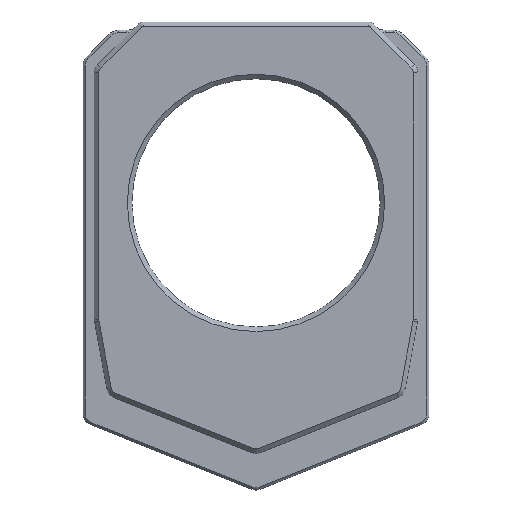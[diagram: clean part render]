
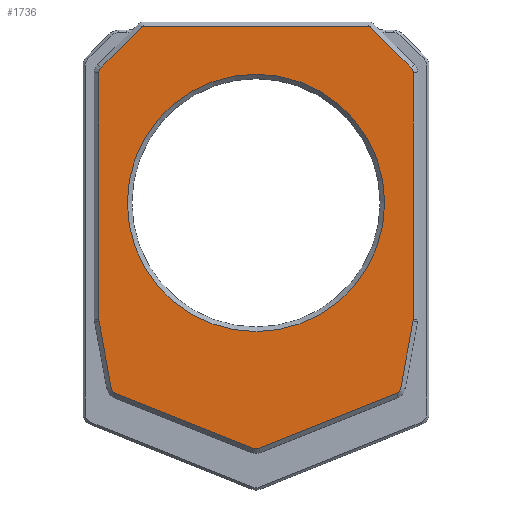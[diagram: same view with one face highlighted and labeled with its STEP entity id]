
A CAD part, front view. The second image highlights one B-rep face of the part: STEP entity #1736.
In plain terms, the highlighted planar face has unit normal (0, -1, 0).
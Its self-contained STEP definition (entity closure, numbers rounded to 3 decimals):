
#18=FACE_BOUND('',#342,.T.);
#72=CIRCLE('',#1874,11.381);
#75=CIRCLE('',#1878,0.6);
#76=CIRCLE('',#1879,0.6);
#77=CIRCLE('',#1880,0.2);
#78=CIRCLE('',#1881,0.2);
#79=CIRCLE('',#1882,0.6);
#80=CIRCLE('',#1883,0.6);
#81=CIRCLE('',#1884,0.6);
#82=CIRCLE('',#1885,0.6);
#83=CIRCLE('',#1886,0.6);
#143=PLANE('',#1877);
#229=FACE_OUTER_BOUND('',#341,.T.);
#341=EDGE_LOOP('',(#1450,#1451,#1452,#1453,#1454,#1455,#1456,#1457,#1458,
#1459,#1460,#1461,#1462,#1463,#1464,#1465,#1466,#1467));
#342=EDGE_LOOP('',(#1468));
#524=LINE('',#3185,#688);
#525=LINE('',#3189,#689);
#526=LINE('',#3193,#690);
#527=LINE('',#3197,#691);
#528=LINE('',#3201,#692);
#529=LINE('',#3205,#693);
#530=LINE('',#3209,#694);
#531=LINE('',#3213,#695);
#532=LINE('',#3217,#696);
#688=VECTOR('',#2210,10.);
#689=VECTOR('',#2213,10.);
#690=VECTOR('',#2216,10.);
#691=VECTOR('',#2219,10.);
#692=VECTOR('',#2222,10.);
#693=VECTOR('',#2225,10.);
#694=VECTOR('',#2228,10.);
#695=VECTOR('',#2231,10.);
#696=VECTOR('',#2234,10.);
#856=VERTEX_POINT('',#3175);
#859=VERTEX_POINT('',#3183);
#860=VERTEX_POINT('',#3184);
#861=VERTEX_POINT('',#3186);
#862=VERTEX_POINT('',#3188);
#863=VERTEX_POINT('',#3190);
#864=VERTEX_POINT('',#3192);
#865=VERTEX_POINT('',#3194);
#866=VERTEX_POINT('',#3196);
#867=VERTEX_POINT('',#3198);
#868=VERTEX_POINT('',#3200);
#869=VERTEX_POINT('',#3202);
#870=VERTEX_POINT('',#3204);
#871=VERTEX_POINT('',#3206);
#872=VERTEX_POINT('',#3208);
#873=VERTEX_POINT('',#3210);
#874=VERTEX_POINT('',#3212);
#875=VERTEX_POINT('',#3214);
#876=VERTEX_POINT('',#3216);
#1065=EDGE_CURVE('',#856,#856,#72,.T.);
#1069=EDGE_CURVE('',#859,#860,#524,.T.);
#1070=EDGE_CURVE('',#861,#859,#75,.T.);
#1071=EDGE_CURVE('',#862,#861,#525,.T.);
#1072=EDGE_CURVE('',#863,#862,#76,.T.);
#1073=EDGE_CURVE('',#864,#863,#526,.T.);
#1074=EDGE_CURVE('',#865,#864,#77,.T.);
#1075=EDGE_CURVE('',#866,#865,#527,.T.);
#1076=EDGE_CURVE('',#867,#866,#78,.T.);
#1077=EDGE_CURVE('',#868,#867,#528,.T.);
#1078=EDGE_CURVE('',#869,#868,#79,.T.);
#1079=EDGE_CURVE('',#870,#869,#529,.T.);
#1080=EDGE_CURVE('',#871,#870,#80,.T.);
#1081=EDGE_CURVE('',#872,#871,#530,.T.);
#1082=EDGE_CURVE('',#873,#872,#81,.T.);
#1083=EDGE_CURVE('',#874,#873,#531,.T.);
#1084=EDGE_CURVE('',#875,#874,#82,.T.);
#1085=EDGE_CURVE('',#876,#875,#532,.T.);
#1086=EDGE_CURVE('',#860,#876,#83,.T.);
#1450=ORIENTED_EDGE('',*,*,#1069,.F.);
#1451=ORIENTED_EDGE('',*,*,#1070,.F.);
#1452=ORIENTED_EDGE('',*,*,#1071,.F.);
#1453=ORIENTED_EDGE('',*,*,#1072,.F.);
#1454=ORIENTED_EDGE('',*,*,#1073,.F.);
#1455=ORIENTED_EDGE('',*,*,#1074,.F.);
#1456=ORIENTED_EDGE('',*,*,#1075,.F.);
#1457=ORIENTED_EDGE('',*,*,#1076,.F.);
#1458=ORIENTED_EDGE('',*,*,#1077,.F.);
#1459=ORIENTED_EDGE('',*,*,#1078,.F.);
#1460=ORIENTED_EDGE('',*,*,#1079,.F.);
#1461=ORIENTED_EDGE('',*,*,#1080,.F.);
#1462=ORIENTED_EDGE('',*,*,#1081,.F.);
#1463=ORIENTED_EDGE('',*,*,#1082,.F.);
#1464=ORIENTED_EDGE('',*,*,#1083,.F.);
#1465=ORIENTED_EDGE('',*,*,#1084,.F.);
#1466=ORIENTED_EDGE('',*,*,#1085,.F.);
#1467=ORIENTED_EDGE('',*,*,#1086,.F.);
#1468=ORIENTED_EDGE('',*,*,#1065,.F.);
#1736=ADVANCED_FACE('',(#229,#18),#143,.F.);
#1874=AXIS2_PLACEMENT_3D('',#3176,#2201,#2202);
#1877=AXIS2_PLACEMENT_3D('',#3182,#2208,#2209);
#1878=AXIS2_PLACEMENT_3D('',#3187,#2211,#2212);
#1879=AXIS2_PLACEMENT_3D('',#3191,#2214,#2215);
#1880=AXIS2_PLACEMENT_3D('',#3195,#2217,#2218);
#1881=AXIS2_PLACEMENT_3D('',#3199,#2220,#2221);
#1882=AXIS2_PLACEMENT_3D('',#3203,#2223,#2224);
#1883=AXIS2_PLACEMENT_3D('',#3207,#2226,#2227);
#1884=AXIS2_PLACEMENT_3D('',#3211,#2229,#2230);
#1885=AXIS2_PLACEMENT_3D('',#3215,#2232,#2233);
#1886=AXIS2_PLACEMENT_3D('',#3218,#2235,#2236);
#2201=DIRECTION('center_axis',(0.,-1.,0.));
#2202=DIRECTION('ref_axis',(-1.,0.,0.));
#2208=DIRECTION('center_axis',(0.,1.,0.));
#2209=DIRECTION('ref_axis',(0.,0.,1.));
#2210=DIRECTION('',(-0.179,0.,-0.984));
#2211=DIRECTION('center_axis',(0.,1.,0.));
#2212=DIRECTION('ref_axis',(0.996,0.,-0.09));
#2213=DIRECTION('',(0.,0.,-1.));
#2214=DIRECTION('center_axis',(0.,1.,0.));
#2215=DIRECTION('ref_axis',(0.924,0.,0.383));
#2216=DIRECTION('',(0.707,0.,-0.707));
#2217=DIRECTION('center_axis',(0.,1.,0.));
#2218=DIRECTION('ref_axis',(0.383,0.,0.924));
#2219=DIRECTION('',(1.,0.,0.));
#2220=DIRECTION('center_axis',(0.,1.,0.));
#2221=DIRECTION('ref_axis',(-0.383,0.,0.924));
#2222=DIRECTION('',(0.707,0.,0.707));
#2223=DIRECTION('center_axis',(0.,1.,0.));
#2224=DIRECTION('ref_axis',(-0.924,0.,0.383));
#2225=DIRECTION('',(0.,0.,1.));
#2226=DIRECTION('center_axis',(0.,1.,0.));
#2227=DIRECTION('ref_axis',(-0.996,0.,-0.09));
#2228=DIRECTION('',(-0.179,0.,0.984));
#2229=DIRECTION('center_axis',(0.,1.,0.));
#2230=DIRECTION('ref_axis',(-0.774,0.,-0.633));
#2231=DIRECTION('',(-0.928,0.,0.371));
#2232=DIRECTION('center_axis',(0.,1.,0.));
#2233=DIRECTION('ref_axis',(0.,0.,-1.));
#2234=DIRECTION('',(-0.928,0.,-0.371));
#2235=DIRECTION('center_axis',(0.,1.,0.));
#2236=DIRECTION('ref_axis',(0.774,0.,-0.633));
#3175=CARTESIAN_POINT('',(159.098,-157.03,83.35));
#3176=CARTESIAN_POINT('Origin',(147.717,-157.03,83.35));
#3182=CARTESIAN_POINT('Origin',(137.517,-157.03,94.346));
#3183=CARTESIAN_POINT('',(161.607,-157.03,72.916));
#3184=CARTESIAN_POINT('',(160.522,-157.03,66.961));
#3185=CARTESIAN_POINT('',(162.518,-157.03,77.913));
#3186=CARTESIAN_POINT('',(161.617,-157.03,73.024));
#3187=CARTESIAN_POINT('Origin',(161.017,-157.03,73.024));
#3188=CARTESIAN_POINT('',(161.617,-157.03,94.852));
#3189=CARTESIAN_POINT('',(161.617,-157.03,83.64));
#3190=CARTESIAN_POINT('',(161.441,-157.03,95.277));
#3191=CARTESIAN_POINT('Origin',(161.017,-157.03,94.852));
#3192=CARTESIAN_POINT('',(157.827,-157.03,98.891));
#3193=CARTESIAN_POINT('',(154.869,-157.03,101.85));
#3194=CARTESIAN_POINT('',(157.685,-157.03,98.95));
#3195=CARTESIAN_POINT('Origin',(157.685,-157.03,98.75));
#3196=CARTESIAN_POINT('',(137.749,-157.03,98.95));
#3197=CARTESIAN_POINT('',(149.732,-157.03,98.95));
#3198=CARTESIAN_POINT('',(137.608,-157.03,98.891));
#3199=CARTESIAN_POINT('Origin',(137.749,-157.03,98.75));
#3200=CARTESIAN_POINT('',(133.993,-157.03,95.277));
#3201=CARTESIAN_POINT('',(135.466,-157.03,96.75));
#3202=CARTESIAN_POINT('',(133.817,-157.03,94.852));
#3203=CARTESIAN_POINT('Origin',(134.417,-157.03,94.852));
#3204=CARTESIAN_POINT('',(133.817,-157.03,73.024));
#3205=CARTESIAN_POINT('',(133.817,-157.03,94.056));
#3206=CARTESIAN_POINT('',(133.827,-157.03,72.916));
#3207=CARTESIAN_POINT('Origin',(134.417,-157.03,73.024));
#3208=CARTESIAN_POINT('',(134.912,-157.03,66.961));
#3209=CARTESIAN_POINT('',(131.988,-157.03,83.006));
#3210=CARTESIAN_POINT('',(135.279,-157.03,66.511));
#3211=CARTESIAN_POINT('Origin',(135.502,-157.03,67.068));
#3212=CARTESIAN_POINT('',(147.494,-157.03,61.624));
#3213=CARTESIAN_POINT('',(131.187,-157.03,68.149));
#3214=CARTESIAN_POINT('',(147.94,-157.03,61.624));
#3215=CARTESIAN_POINT('Origin',(147.717,-157.03,62.181));
#3216=CARTESIAN_POINT('',(160.155,-157.03,66.511));
#3217=CARTESIAN_POINT('',(148.905,-157.03,62.01));
#3218=CARTESIAN_POINT('Origin',(159.932,-157.03,67.068));
